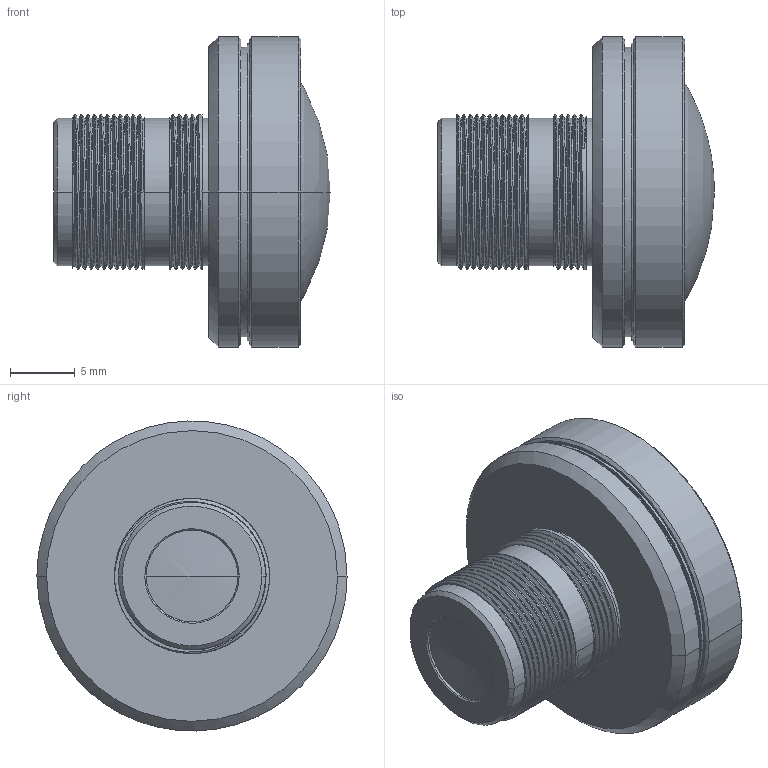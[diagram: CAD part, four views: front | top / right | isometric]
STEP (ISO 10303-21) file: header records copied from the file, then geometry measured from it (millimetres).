
FILE_DESCRIPTION(('Open CASCADE Model'),'2;1');
FILE_NAME('Open CASCADE Shape Model','2026-02-19T14:57:55',('Author'),( 'Open CASCADE'),'Open CASCADE STEP processor 7.7','Open CASCADE 7.7' ,'Unknown');
FILE_SCHEMA(('AUTOMOTIVE_DESIGN { 1 0 10303 214 1 1 1 1 }'));
Length unit declared in the file: millimetre
Products named in the file (2): L135-3.5-M12
Assembly tree (1 placements, depth 2):
  L135-3.5-M12
    L135-3.5-M12
Bounding box: 21.43 x 24 x 23.99 mm (x, y, z)
Volume: 4557.5 mm3; surface area: 2280.6 mm2
Topology: 1 solids, 1 shells, 107 faces, 252 edges, 157 vertices
Faces by surface type: cylinder 57, bspline 18, plane 14, cone 14, sphere 4
Entity records: 40471 total; most frequent: CARTESIAN_POINT 36773, B_SPLINE_CURVE_WITH_KNOTS 750, ORIENTED_EDGE 500, PCURVE 500, DEFINITIONAL_REPRESENTATION 500, EDGE_CURVE 250, SURFACE_CURVE 250, DIRECTION 182
